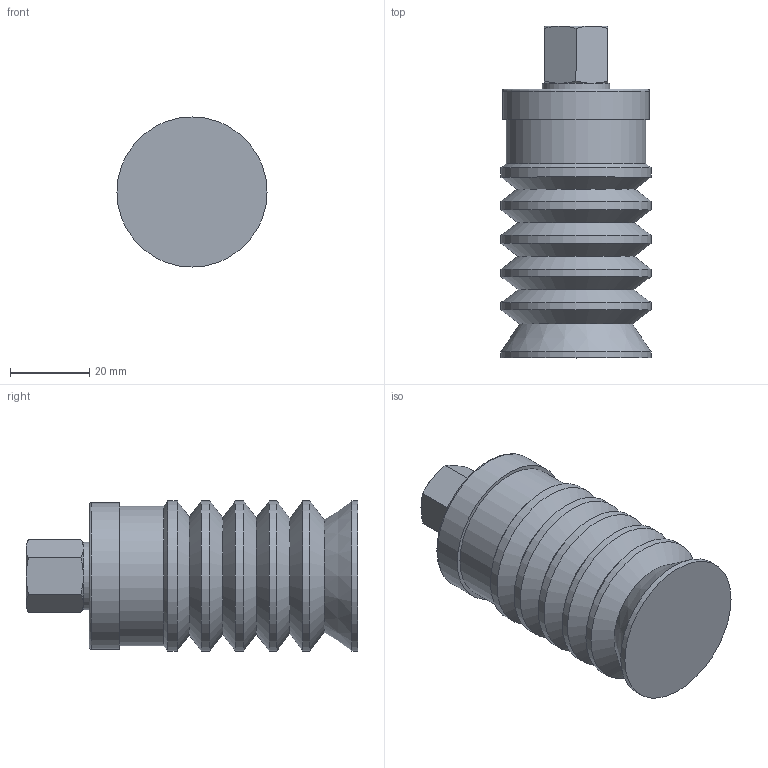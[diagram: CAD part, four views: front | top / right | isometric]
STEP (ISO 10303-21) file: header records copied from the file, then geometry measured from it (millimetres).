
FILE_DESCRIPTION(/* description */ (''),/* implementation_level */ '2;1');
FILE_NAME(/* name */ '3D_vf38-5cn+rac19r1-4h.stp',/* time_stamp */ '2020-03-27T12:17:17+01:00',/* author */ ('lmacia'),/* organization */ (''),/* preprocessor_version */ 'ST-DEVELOPER v17',/* originating_system */ 'Autodesk Inventor 2019',/* authorisation */ '');
FILE_SCHEMA (('AUTOMOTIVE_DESIGN { 1 0 10303 214 3 1 1 }'));
Length unit declared in the file: millimetre
Products named in the file (1): 3D_vf38-5+rac19r1-4h
Bounding box: 38 x 84 x 38 mm (x, y, z)
Volume: 68574.2 mm3; surface area: 13369.9 mm2
Topology: 1 solids, 1 shells, 46 faces, 116 edges, 76 vertices
Faces by surface type: cone 23, plane 12, cylinder 10, torus 1
Full cylindrical faces by diameter (mm): 11.445 x1, 17 x1, 35.3 x1, 37.2 x1, 38 x6
Entity records: 1488 total; most frequent: CARTESIAN_POINT 287, DIRECTION 251, ORIENTED_EDGE 232, EDGE_CURVE 116, AXIS2_PLACEMENT_3D 112, VERTEX_POINT 76, CIRCLE 65, EDGE_LOOP 50
